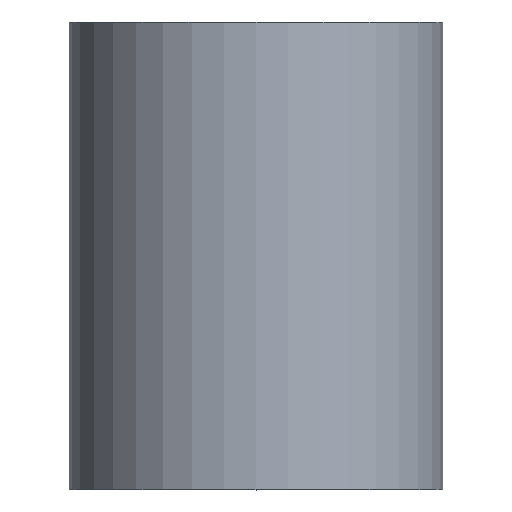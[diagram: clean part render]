
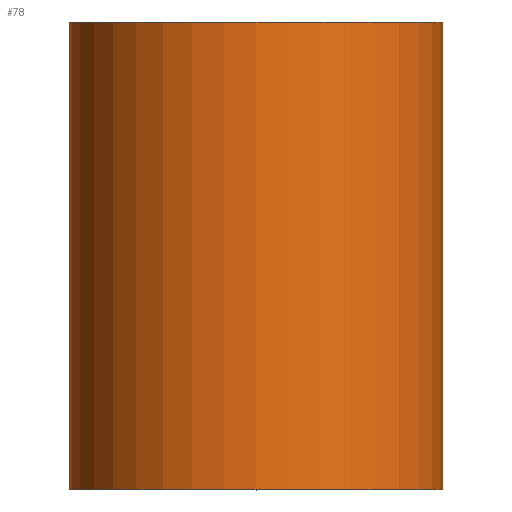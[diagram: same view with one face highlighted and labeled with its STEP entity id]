
A CAD part, top view. The second image highlights one B-rep face of the part: STEP entity #78.
In plain terms, the highlighted cylindrical face has radius 20 mm (diameter 40 mm), a partial arc.
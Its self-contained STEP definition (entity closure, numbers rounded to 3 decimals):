
#78 = ADVANCED_FACE ( 'NONE', ( #14107 ), #1656, .T. ) ;
#299 = ORIENTED_EDGE ( 'NONE', *, *, #3215, .F. ) ;
#1015 = CIRCLE ( 'NONE', #2437, 20. ) ;
#1034 = CARTESIAN_POINT ( 'NONE',  ( 20., 0., 0. ) ) ;
#1514 = EDGE_LOOP ( 'NONE', ( #8981, #3528, #299, #10082 ) ) ;
#1536 = AXIS2_PLACEMENT_3D ( 'NONE', #12128, #8457, #4846 ) ;
#1656 = CYLINDRICAL_SURFACE ( 'NONE', #1536, 20. ) ;
#2211 = CIRCLE ( 'NONE', #11489, 20. ) ;
#2437 = AXIS2_PLACEMENT_3D ( 'NONE', #14556, #6026, #5872 ) ;
#3215 = EDGE_CURVE ( 'NONE', #3866, #5047, #2211, .T. ) ;
#3528 = ORIENTED_EDGE ( 'NONE', *, *, #13385, .T. ) ;
#3626 = CARTESIAN_POINT ( 'NONE',  ( -20., 50., 0. ) ) ;
#3866 = VERTEX_POINT ( 'NONE', #9268 ) ;
#4045 = VECTOR ( 'NONE', #4741, 1000. ) ;
#4741 = DIRECTION ( 'NONE',  ( 0., 1., 0. ) ) ;
#4846 = DIRECTION ( 'NONE',  ( -1., 0., 0. ) ) ;
#4955 = CARTESIAN_POINT ( 'NONE',  ( 0., 50., 0. ) ) ;
#5047 = VERTEX_POINT ( 'NONE', #6965 ) ;
#5379 = VECTOR ( 'NONE', #9750, 1000. ) ;
#5872 = DIRECTION ( 'NONE',  ( -1., 0., 0. ) ) ;
#6026 = DIRECTION ( 'NONE',  ( 0., 1., 0. ) ) ;
#6088 = DIRECTION ( 'NONE',  ( -1., 0., 0. ) ) ;
#6531 = EDGE_CURVE ( 'NONE', #14169, #3866, #14791, .T. ) ;
#6965 = CARTESIAN_POINT ( 'NONE',  ( 20., 50., 0. ) ) ;
#7375 = DIRECTION ( 'NONE',  ( 0., 1., 0. ) ) ;
#8457 = DIRECTION ( 'NONE',  ( 0., 1., 0. ) ) ;
#8879 = LINE ( 'NONE', #13436, #4045 ) ;
#8981 = ORIENTED_EDGE ( 'NONE', *, *, #12329, .T. ) ;
#9268 = CARTESIAN_POINT ( 'NONE',  ( -20., 50., 0. ) ) ;
#9750 = DIRECTION ( 'NONE',  ( 0., 1., 0. ) ) ;
#10082 = ORIENTED_EDGE ( 'NONE', *, *, #6531, .F. ) ;
#11489 = AXIS2_PLACEMENT_3D ( 'NONE', #4955, #7375, #6088 ) ;
#12093 = CARTESIAN_POINT ( 'NONE',  ( -20., 0., 0. ) ) ;
#12128 = CARTESIAN_POINT ( 'NONE',  ( 0., 50., 0. ) ) ;
#12329 = EDGE_CURVE ( 'NONE', #14169, #12740, #1015, .T. ) ;
#12740 = VERTEX_POINT ( 'NONE', #1034 ) ;
#13385 = EDGE_CURVE ( 'NONE', #12740, #5047, #8879, .T. ) ;
#13436 = CARTESIAN_POINT ( 'NONE',  ( 20., 50., 0. ) ) ;
#14107 = FACE_OUTER_BOUND ( 'NONE', #1514, .T. ) ;
#14169 = VERTEX_POINT ( 'NONE', #12093 ) ;
#14556 = CARTESIAN_POINT ( 'NONE',  ( 0., 0., 0. ) ) ;
#14791 = LINE ( 'NONE', #3626, #5379 ) ;
